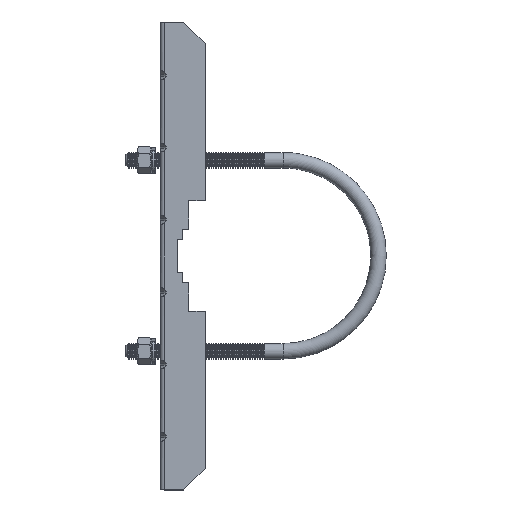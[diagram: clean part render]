
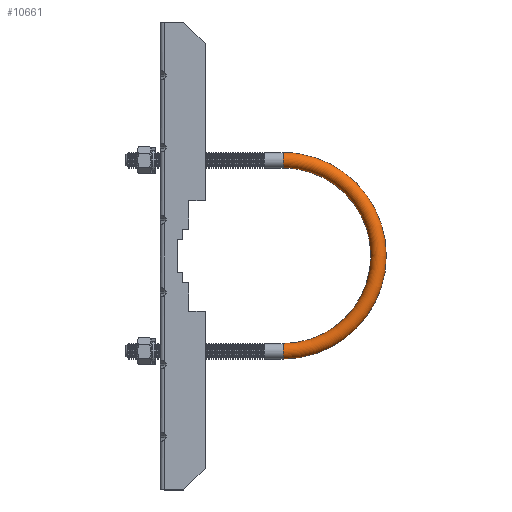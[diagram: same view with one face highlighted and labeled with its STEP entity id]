
A CAD part, front view. The second image highlights one B-rep face of the part: STEP entity #10661.
In plain terms, the highlighted toroidal (fillet/blend) face has major radius 57.01 mm and minor radius 4.623 mm.
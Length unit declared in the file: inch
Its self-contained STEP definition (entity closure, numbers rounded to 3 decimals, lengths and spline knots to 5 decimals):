
#2093 = DIRECTION ( 'NONE',  ( 0., 0., 1. ) ) ;
#3198 = DIRECTION ( 'NONE',  ( -1., 0., 0. ) ) ;
#3463 = DIRECTION ( 'NONE',  ( -1., 0., 0. ) ) ;
#3493 = TOROIDAL_SURFACE ( 'NONE', #11120, 2.2445, 0.182 ) ;
#4170 = AXIS2_PLACEMENT_3D ( 'NONE', #16270, #3198, #18491 ) ;
#6185 = EDGE_CURVE ( 'NONE', #16295, #16295, #7342, .T. ) ;
#6579 = FACE_OUTER_BOUND ( 'NONE', #16577, .T. ) ;
#7133 = ORIENTED_EDGE ( 'NONE', *, *, #6185, .T. ) ;
#7342 = CIRCLE ( 'NONE', #10633, 0.182 ) ;
#10633 = AXIS2_PLACEMENT_3D ( 'NONE', #16536, #3463, #18758 ) ;
#10661 = ADVANCED_FACE ( 'NONE', ( #6579, #12388 ), #3493, .T. ) ;
#10978 = EDGE_CURVE ( 'NONE', #26278, #26278, #26367, .T. ) ;
#11120 = AXIS2_PLACEMENT_3D ( 'NONE', #19457, #15135, #2093 ) ;
#12388 = FACE_OUTER_BOUND ( 'NONE', #24747, .T. ) ;
#15135 = DIRECTION ( 'NONE',  ( 0., 1., 0. ) ) ;
#16270 = CARTESIAN_POINT ( 'NONE',  ( 0., 0., -2.2445 ) ) ;
#16295 = VERTEX_POINT ( 'NONE', #27968 ) ;
#16536 = CARTESIAN_POINT ( 'NONE',  ( 0., 0., 2.2445 ) ) ;
#16577 = EDGE_LOOP ( 'NONE', ( #23442 ) ) ;
#18491 = DIRECTION ( 'NONE',  ( 0., 0., 1. ) ) ;
#18758 = DIRECTION ( 'NONE',  ( 0., 0., 1. ) ) ;
#19457 = CARTESIAN_POINT ( 'NONE',  ( 0., 0., 0. ) ) ;
#23442 = ORIENTED_EDGE ( 'NONE', *, *, #10978, .T. ) ;
#24465 = CARTESIAN_POINT ( 'NONE',  ( 0., 0., -2.0625 ) ) ;
#24747 = EDGE_LOOP ( 'NONE', ( #7133 ) ) ;
#26278 = VERTEX_POINT ( 'NONE', #24465 ) ;
#26367 = CIRCLE ( 'NONE', #4170, 0.182 ) ;
#27968 = CARTESIAN_POINT ( 'NONE',  ( 0., 0., 2.4265 ) ) ;
